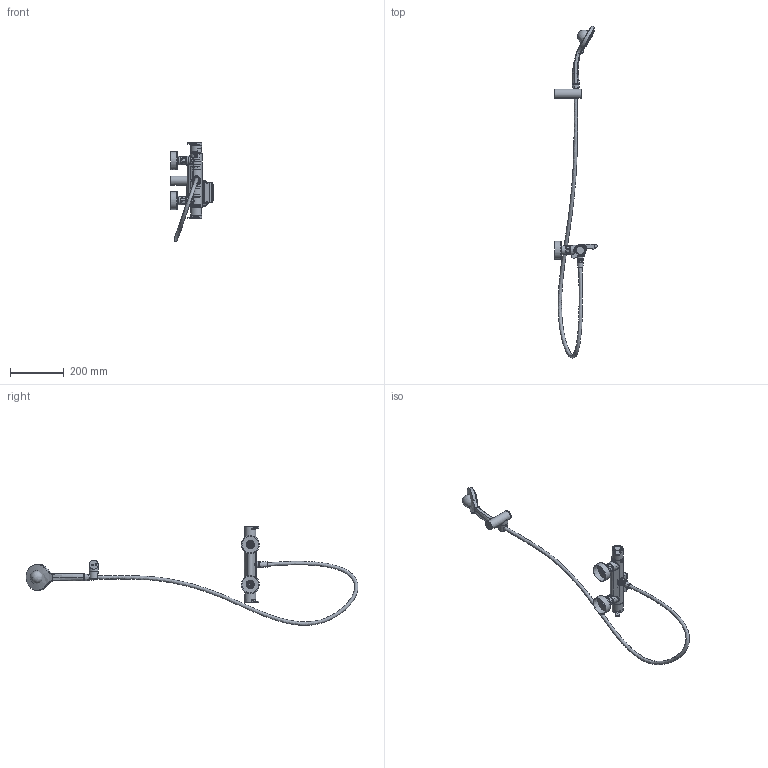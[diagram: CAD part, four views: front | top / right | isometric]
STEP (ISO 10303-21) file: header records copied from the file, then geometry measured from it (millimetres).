
FILE_DESCRIPTION (( 'STEP AP203' ), '1' );
FILE_NAME ('94CP01946.STEP', '2021-03-24T13:12:25', ( '' ), ( '' ), 'SwSTEP 2.0', 'SolidWorks 2018', '' );
FILE_SCHEMA (( 'CONFIG_CONTROL_DESIGN' ));
Length unit declared in the file: millimetre
Products named in the file (1): 94CP01946
Bounding box: 158.47 x 1237.78 x 367.76 mm (x, y, z)
Volume: 755533.7 mm3; surface area: 312617.1 mm2
Topology: 20 solids, 20 shells, 1738 faces, 4254 edges, 2688 vertices
Faces by surface type: plane 676, cylinder 530, bspline 309, torus 122, cone 96, sphere 5
Full cylindrical faces by diameter (mm): 2 x9, 2.3 x1, 3.1 x4, 3.3 x2, 4 x69, 4.15 x2, 4.5 x3, 4.65 x2, 5.8 x7, 6 x1, 6.2 x1, 8.9 x1, 9.8 x3, 10 x1, 10.1 x2, 10.5 x1, 12.5 x2, 12.8 x1, 13.4 x1, 14 x2, 15 x3, 16 x6, 16.4 x2, 17.6 x2, 17.7 x1, 17.8 x2, 18.1 x1, 18.3 x3, 18.5 x1, 18.632 x1
Entity records: 80259 total; most frequent: CARTESIAN_POINT 44613, ORIENTED_EDGE 7420, DIRECTION 6538, EDGE_CURVE 3710, AXIS2_PLACEMENT_3D 2579, VERTEX_POINT 2533, EDGE_LOOP 2299, FACE_OUTER_BOUND 2020
